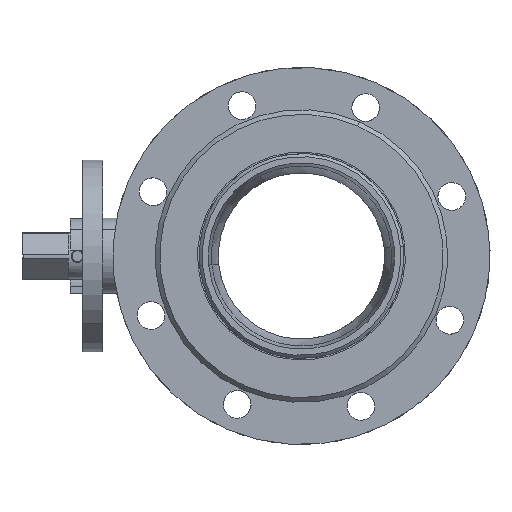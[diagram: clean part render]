
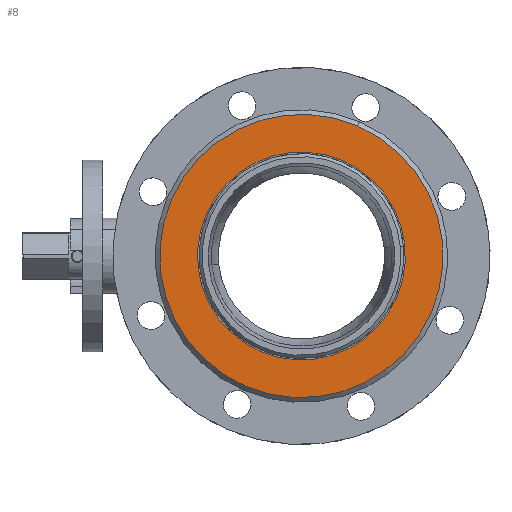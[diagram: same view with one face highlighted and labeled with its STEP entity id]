
A CAD part, left-side view. The second image highlights one B-rep face of the part: STEP entity #8.
In plain terms, the highlighted face is planar.
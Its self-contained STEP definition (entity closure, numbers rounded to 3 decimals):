
#8 = ADVANCED_FACE ( 'NONE', ( #261, #6080 ), #663, .T. ) ;
#59 = EDGE_LOOP ( 'NONE', ( #4604, #265 ) ) ;
#72 = VERTEX_POINT ( 'NONE', #4269 ) ;
#186 = DIRECTION ( 'NONE',  ( 1., 0., 0. ) ) ;
#210 = AXIS2_PLACEMENT_3D ( 'NONE', #2630, #4619, #186 ) ;
#261 = FACE_OUTER_BOUND ( 'NONE', #5347, .T. ) ;
#265 = ORIENTED_EDGE ( 'NONE', *, *, #611, .F. ) ;
#611 = EDGE_CURVE ( 'NONE', #5944, #1484, #1431, .T. ) ;
#663 = PLANE ( 'NONE',  #210 ) ;
#704 = AXIS2_PLACEMENT_3D ( 'NONE', #1567, #3547, #5529 ) ;
#877 = ORIENTED_EDGE ( 'NONE', *, *, #5301, .T. ) ;
#1098 = CARTESIAN_POINT ( 'NONE',  ( -92., 0., 28. ) ) ;
#1159 = DIRECTION ( 'NONE',  ( 0., 0., 1. ) ) ;
#1161 = ORIENTED_EDGE ( 'NONE', *, *, #2136, .T. ) ;
#1253 = AXIS2_PLACEMENT_3D ( 'NONE', #5359, #5391, #3461 ) ;
#1431 = CIRCLE ( 'NONE', #704, 67.5 ) ;
#1484 = VERTEX_POINT ( 'NONE', #3637 ) ;
#1567 = CARTESIAN_POINT ( 'NONE',  ( 0., 0., 28. ) ) ;
#1571 = AXIS2_PLACEMENT_3D ( 'NONE', #4969, #5823, #3339 ) ;
#2136 = EDGE_CURVE ( 'NONE', #72, #3071, #3297, .T. ) ;
#2304 = CARTESIAN_POINT ( 'NONE',  ( 67.5, 0., 28. ) ) ;
#2569 = EDGE_CURVE ( 'NONE', #1484, #5944, #4266, .T. ) ;
#2630 = CARTESIAN_POINT ( 'NONE',  ( 0., 0., 28. ) ) ;
#2829 = CIRCLE ( 'NONE', #1571, 92. ) ;
#3071 = VERTEX_POINT ( 'NONE', #1098 ) ;
#3297 = CIRCLE ( 'NONE', #5483, 92. ) ;
#3339 = DIRECTION ( 'NONE',  ( 1., 0., 0. ) ) ;
#3461 = DIRECTION ( 'NONE',  ( 1., 0., 0. ) ) ;
#3547 = DIRECTION ( 'NONE',  ( 0., 0., 1. ) ) ;
#3637 = CARTESIAN_POINT ( 'NONE',  ( -67.5, 0., 28. ) ) ;
#4266 = CIRCLE ( 'NONE', #1253, 67.5 ) ;
#4269 = CARTESIAN_POINT ( 'NONE',  ( 92., 0., 28. ) ) ;
#4308 = DIRECTION ( 'NONE',  ( 1., 0., 0. ) ) ;
#4604 = ORIENTED_EDGE ( 'NONE', *, *, #2569, .F. ) ;
#4619 = DIRECTION ( 'NONE',  ( 0., 0., 1. ) ) ;
#4969 = CARTESIAN_POINT ( 'NONE',  ( 0., 0., 28. ) ) ;
#5301 = EDGE_CURVE ( 'NONE', #3071, #72, #2829, .T. ) ;
#5347 = EDGE_LOOP ( 'NONE', ( #877, #1161 ) ) ;
#5359 = CARTESIAN_POINT ( 'NONE',  ( 0., 0., 28. ) ) ;
#5391 = DIRECTION ( 'NONE',  ( 0., 0., 1. ) ) ;
#5483 = AXIS2_PLACEMENT_3D ( 'NONE', #6130, #1159, #4308 ) ;
#5529 = DIRECTION ( 'NONE',  ( 1., 0., 0. ) ) ;
#5823 = DIRECTION ( 'NONE',  ( 0., 0., 1. ) ) ;
#5944 = VERTEX_POINT ( 'NONE', #2304 ) ;
#6080 = FACE_BOUND ( 'NONE', #59, .T. ) ;
#6130 = CARTESIAN_POINT ( 'NONE',  ( 0., 0., 28. ) ) ;
